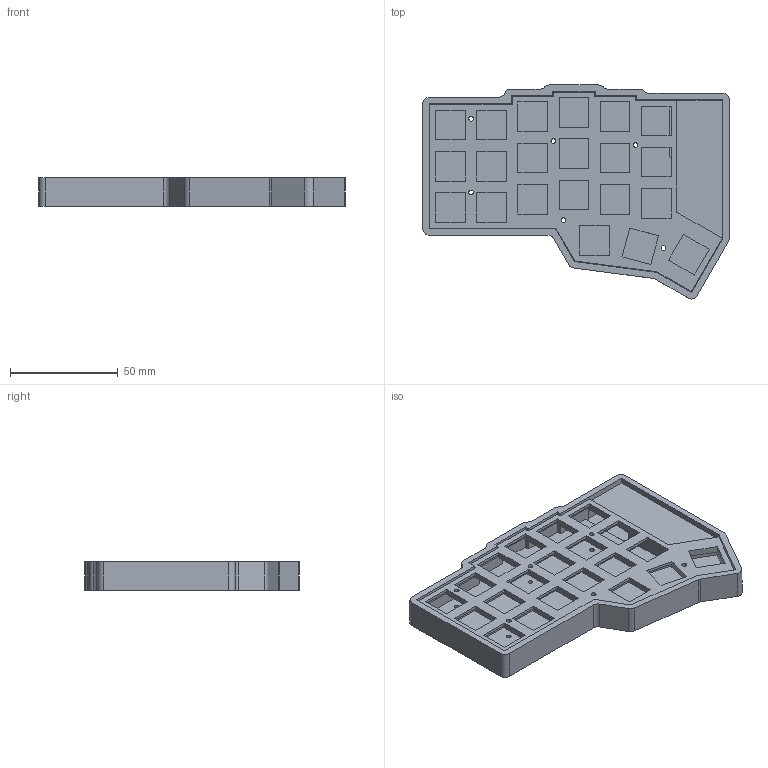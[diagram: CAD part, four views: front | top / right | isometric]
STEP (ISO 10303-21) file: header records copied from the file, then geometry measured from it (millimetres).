
FILE_DESCRIPTION(/* description */ ('','CAx-IF Rec.Pracs.---Representation and Presentation of Product Manufacturing Information (PMI)---4.0---2014-10-13'),/* implementation_level */ '2;1');
FILE_NAME(/* name */ 'corn-handwired.step',/* time_stamp */ '2025-03-05T23:19:20-06:00',/* author */ (''),/* organization */ (''),/* preprocessor_version */ 'ST-DEVELOPER v20',/* originating_system */ 'Autodesk Translation Framework v13.20.0.188',/* authorisation */ '');
FILE_SCHEMA (('AP242_MANAGED_MODEL_BASED_3D_ENGINEERING_MIM_LF { 1 0 10303 442 1 1 4 }'));
Length unit declared in the file: millimetre
Products named in the file (5): corn-handwired; rp2040; plates; trrs-socket; case
Assembly tree (4 placements, depth 2):
  corn-handwired
    rp2040
    plates
    trrs-socket
    case
Bounding box: 141.98 x 99.14 x 13 mm (x, y, z)
Volume: 65916.4 mm3; surface area: 51516.6 mm2
Topology: 6 solids, 6 shells, 424 faces, 1182 edges, 782 vertices
Faces by surface type: plane 373, cylinder 46, cone 5
Full cylindrical faces by diameter (mm): 2.2 x15, 3.5 x1, 5 x1, 7 x1
Entity records: 13746 total; most frequent: CARTESIAN_POINT 2397, ORIENTED_EDGE 2364, DIRECTION 2145, EDGE_CURVE 1182, LINE 1085, VECTOR 1085, VERTEX_POINT 782, AXIS2_PLACEMENT_3D 530
